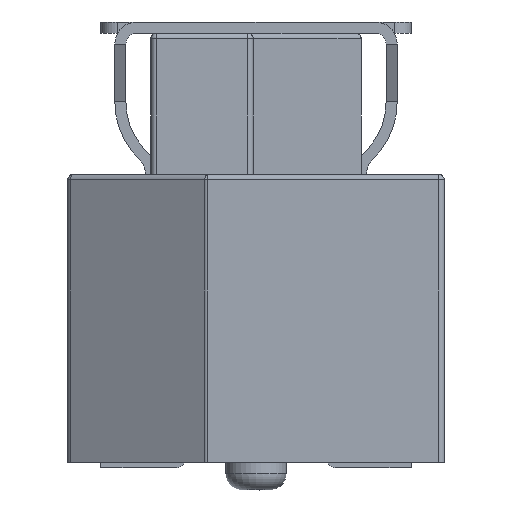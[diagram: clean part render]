
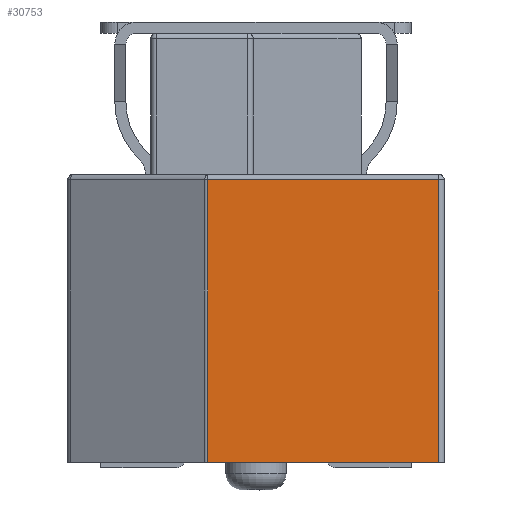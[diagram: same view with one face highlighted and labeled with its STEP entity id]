
A CAD part, left-side view. The second image highlights one B-rep face of the part: STEP entity #30753.
In plain terms, the highlighted planar face has unit normal (-1, 0, 0).
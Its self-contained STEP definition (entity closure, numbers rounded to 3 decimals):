
#1575=ORIENTED_EDGE('',*,*,#10947,.T.);
#1576=ORIENTED_EDGE('',*,*,#10948,.T.);
#1577=ORIENTED_EDGE('',*,*,#10893,.F.);
#1578=ORIENTED_EDGE('',*,*,#10949,.T.);
#10893=EDGE_CURVE('',#15579,#15580,#18563,.T.);
#10947=EDGE_CURVE('',#15626,#15627,#18608,.F.);
#10948=EDGE_CURVE('',#15627,#15580,#18609,.F.);
#10949=EDGE_CURVE('',#15579,#15626,#18610,.F.);
#15579=VERTEX_POINT('',#43687);
#15580=VERTEX_POINT('',#43689);
#15626=VERTEX_POINT('',#43792);
#15627=VERTEX_POINT('',#43793);
#18563=LINE('',#43688,#22593);
#18608=LINE('',#43791,#22638);
#18609=LINE('',#43794,#22639);
#18610=LINE('',#43795,#22640);
#22593=VECTOR('',#34978,1000.);
#22638=VECTOR('',#35047,1000.);
#22639=VECTOR('',#35048,1000.);
#22640=VECTOR('',#35049,1000.);
#26428=EDGE_LOOP('',(#1575,#1576,#1577,#1578));
#27991=FACE_BOUND('',#26428,.T.);
#29542=PLANE('',#32444);
#30753=ADVANCED_FACE('',(#27991),#29542,.F.);
#32444=AXIS2_PLACEMENT_3D('',#43790,#35045,#35046);
#34978=DIRECTION('',(0.,1.,0.));
#35045=DIRECTION('',(1.,0.,0.));
#35046=DIRECTION('',(0.,0.,-1.));
#35047=DIRECTION('',(0.,-1.,0.));
#35048=DIRECTION('',(0.,0.,1.));
#35049=DIRECTION('',(0.,0.,-1.));
#43687=CARTESIAN_POINT('',(-10.9,-3.3,0.));
#43688=CARTESIAN_POINT('',(-10.9,3.4,0.));
#43689=CARTESIAN_POINT('',(-10.9,0.872,0.));
#43790=CARTESIAN_POINT('',(-10.9,3.4,23.35));
#43791=CARTESIAN_POINT('',(-10.9,0.9,5.1));
#43792=CARTESIAN_POINT('',(-10.9,-3.3,5.1));
#43793=CARTESIAN_POINT('',(-10.9,0.872,5.1));
#43794=CARTESIAN_POINT('',(-10.9,0.872,0.));
#43795=CARTESIAN_POINT('',(-10.9,-3.3,23.35));
